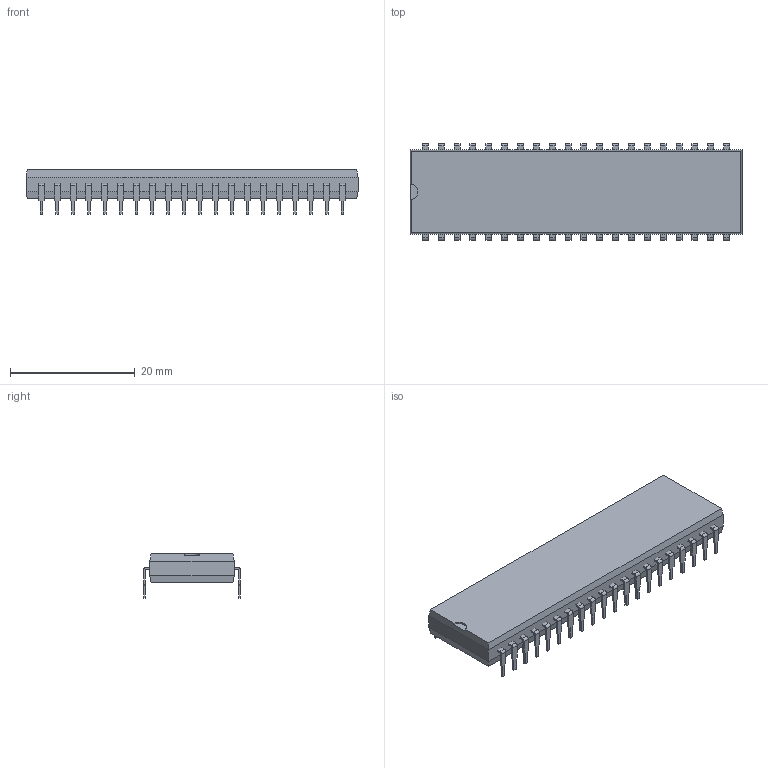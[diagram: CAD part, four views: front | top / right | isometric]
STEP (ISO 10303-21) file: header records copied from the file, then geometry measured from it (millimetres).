
FILE_DESCRIPTION(/* description */ (''),/* implementation_level */ '2;1');
FILE_NAME(/* name */ 'atmega8 v1.step',/* time_stamp */ '2021-05-11T20:17:53+06:00',/* author */ (''),/* organization */ (''),/* preprocessor_version */ 'ST-DEVELOPER v18.1',/* originating_system */ 'Autodesk Translation Framework v10.6.0.1341',/* authorisation */ '');
FILE_SCHEMA (('AUTOMOTIVE_DESIGN { 1 0 10303 214 3 1 1 }'));
Length unit declared in the file: millimetre
Products named in the file (2): atmega8; AT80C51RD2-3CSUM
Assembly tree (1 placements, depth 2):
  atmega8
    AT80C51RD2-3CSUM
Bounding box: 53.21 x 15.53 x 7.08 mm (x, y, z)
Volume: 3343.8 mm3; surface area: 2505.6 mm2
Topology: 41 solids, 41 shells, 576 faces, 1474 edges, 980 vertices
Faces by surface type: plane 495, cylinder 81
Entity records: 17245 total; most frequent: CARTESIAN_POINT 3033, ORIENTED_EDGE 2948, DIRECTION 2796, EDGE_CURVE 1474, LINE 1310, VECTOR 1310, VERTEX_POINT 980, AXIS2_PLACEMENT_3D 743
